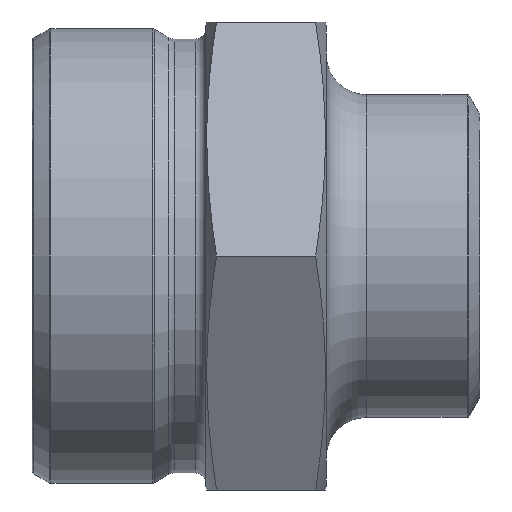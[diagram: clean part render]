
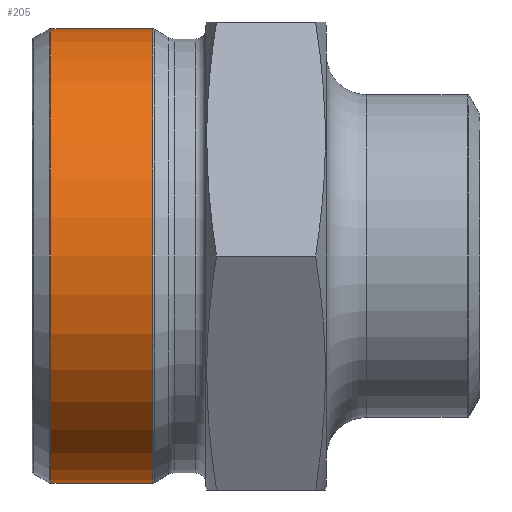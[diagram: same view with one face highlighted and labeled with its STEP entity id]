
A CAD part, front view. The second image highlights one B-rep face of the part: STEP entity #205.
In plain terms, the highlighted cylindrical face has radius 34 mm (diameter 68 mm), a full revolution.
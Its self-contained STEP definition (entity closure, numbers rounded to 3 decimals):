
#104=CYLINDRICAL_SURFACE('',#516,34.);
#121=FACE_BOUND('',#257,.T.);
#122=FACE_BOUND('',#258,.T.);
#175=CIRCLE('',#514,34.);
#176=CIRCLE('',#515,34.);
#205=ADVANCED_FACE('',(#121,#122),#104,.T.);
#257=EDGE_LOOP('',(#347));
#258=EDGE_LOOP('',(#348));
#347=ORIENTED_EDGE('',*,*,#467,.T.);
#348=ORIENTED_EDGE('',*,*,#468,.T.);
#423=VERTEX_POINT('',#787);
#424=VERTEX_POINT('',#789);
#467=EDGE_CURVE('',#423,#423,#175,.T.);
#468=EDGE_CURVE('',#424,#424,#176,.T.);
#514=AXIS2_PLACEMENT_3D('',#786,#593,#594);
#515=AXIS2_PLACEMENT_3D('',#788,#595,#596);
#516=AXIS2_PLACEMENT_3D('',#790,#597,#598);
#593=DIRECTION('',(-1.,0.,0.));
#594=DIRECTION('',(0.,0.,1.));
#595=DIRECTION('',(1.,0.,0.));
#596=DIRECTION('',(0.,0.,1.));
#597=DIRECTION('',(-1.,0.,0.));
#598=DIRECTION('',(0.,0.,1.));
#786=CARTESIAN_POINT('',(18.031,0.,0.));
#787=CARTESIAN_POINT('',(18.031,0.,34.));
#788=CARTESIAN_POINT('',(2.834,0.,0.));
#789=CARTESIAN_POINT('',(2.834,0.,34.));
#790=CARTESIAN_POINT('',(0.,0.,0.));
